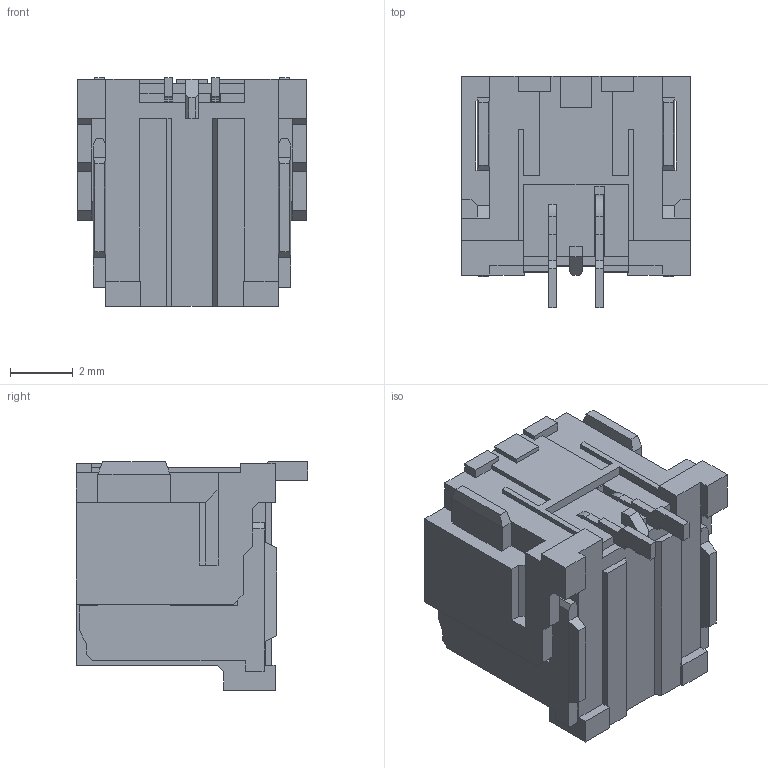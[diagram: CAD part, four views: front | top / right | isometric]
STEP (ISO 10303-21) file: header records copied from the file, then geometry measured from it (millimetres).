
FILE_DESCRIPTION(/* description */ (''),/* implementation_level */ '2;1');
FILE_NAME(/* name */ '5025840260.step',/* time_stamp */ '2020-08-26T12:41:46+02:00',/* author */ (''),/* organization */ (''),/* preprocessor_version */ 'ST-DEVELOPER v18.1',/* originating_system */ 'Autodesk Translation Framework v9.3.0.1241',/* authorisation */ '');
FILE_SCHEMA (('AUTOMOTIVE_DESIGN { 1 0 10303 214 3 1 1 }'));
Length unit declared in the file: millimetre
Products named in the file (1): 5025840260
Bounding box: 7.3 x 7.4 x 7.3 mm (x, y, z)
Volume: 155.9 mm3; surface area: 496.4 mm2
Topology: 1 solids, 1 shells, 347 faces, 1025 edges, 668 vertices
Faces by surface type: plane 327, cylinder 20
Entity records: 11376 total; most frequent: ORIENTED_EDGE 2050, CARTESIAN_POINT 2041, DIRECTION 1765, EDGE_CURVE 1025, LINE 981, VECTOR 981, VERTEX_POINT 668, AXIS2_PLACEMENT_3D 392
